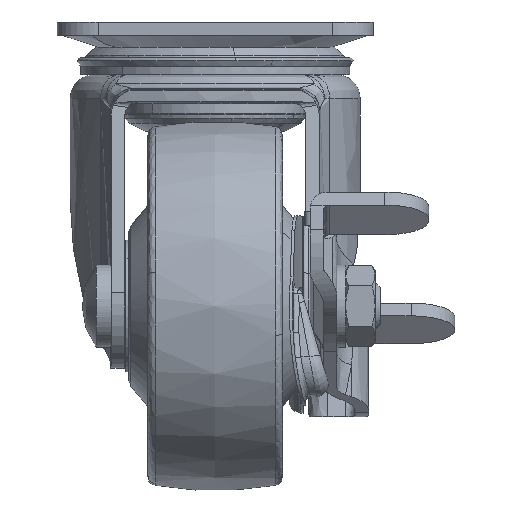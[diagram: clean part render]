
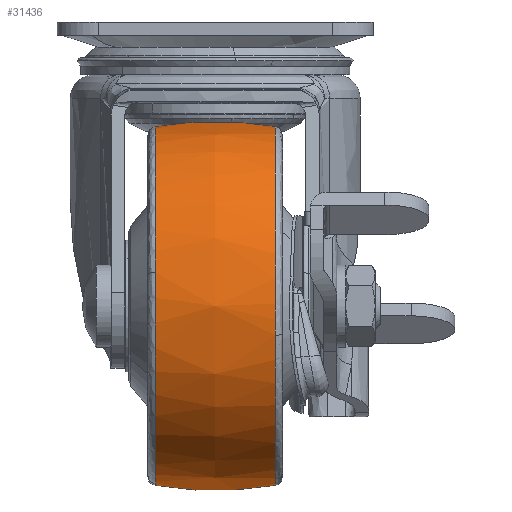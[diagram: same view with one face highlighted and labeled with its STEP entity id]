
A CAD part, left-side view. The second image highlights one B-rep face of the part: STEP entity #31436.
In plain terms, the highlighted free-form (B-spline) face has degree [2, 2] with [5, 5] control points.
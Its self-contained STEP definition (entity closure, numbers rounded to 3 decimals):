
#31148=CARTESIAN_POINT('',(-55.075,10.256,-42.763));
#31149=VERTEX_POINT('',#31148);
#31160=CARTESIAN_POINT('',(-25.0,10.256,-17.883));
#31161=VERTEX_POINT('',#31160);
#31162=CARTESIAN_POINT('',(-25.0,10.256,-17.883));
#31163=CARTESIAN_POINT('',(-26.984,10.256,-17.883));
#31164=CARTESIAN_POINT('',(-30.511,10.256,-18.227));
#31165=CARTESIAN_POINT('',(-34.878,10.256,-19.436));
#31166=CARTESIAN_POINT('',(-38.444,10.256,-20.919));
#31167=CARTESIAN_POINT('',(-42.208,10.256,-23.012));
#31168=CARTESIAN_POINT('',(-46.463,10.256,-26.38));
#31169=CARTESIAN_POINT('',(-49.895,10.256,-30.442));
#31170=CARTESIAN_POINT('',(-52.106,10.256,-34.137));
#31171=CARTESIAN_POINT('',(-53.86,10.256,-37.946));
#31172=CARTESIAN_POINT('',(-54.703,10.256,-40.814));
#31173=CARTESIAN_POINT('',(-55.075,10.256,-42.763));
#31174=B_SPLINE_CURVE_WITH_KNOTS('',3,(#31162,#31163,#31164,#31165,#31166,#31167,#31168,#31169,#31170,#31171,#31172,#31173),.UNSPECIFIED.,.F.,.U.,(4,1,1,1,1,1,1,1,1,4),(0.,5.951,10.58,13.556,17.524,23.475,29.758,33.395,36.37,42.322),.UNSPECIFIED.);
#31175=EDGE_CURVE('',#31161,#31149,#31174,.T.);
#31234=CARTESIAN_POINT('',(-25.0,10.256,-79.117));
#31235=VERTEX_POINT('',#31234);
#31250=CARTESIAN_POINT('',(-55.075,10.256,-42.763));
#31251=CARTESIAN_POINT('',(-55.43,10.256,-44.623));
#31252=CARTESIAN_POINT('',(-55.752,10.256,-47.989));
#31253=CARTESIAN_POINT('',(-55.446,10.256,-52.408));
#31254=CARTESIAN_POINT('',(-54.679,10.256,-56.337));
#31255=CARTESIAN_POINT('',(-53.518,10.256,-59.878));
#31256=CARTESIAN_POINT('',(-51.695,10.256,-63.679));
#31257=CARTESIAN_POINT('',(-49.61,10.256,-66.854));
#31258=CARTESIAN_POINT('',(-47.006,10.256,-69.894));
#31259=CARTESIAN_POINT('',(-44.053,10.256,-72.602));
#31260=CARTESIAN_POINT('',(-40.448,10.256,-75.057));
#31261=CARTESIAN_POINT('',(-36.151,10.256,-77.152));
#31262=CARTESIAN_POINT('',(-31.032,10.256,-78.71));
#31263=CARTESIAN_POINT('',(-27.104,10.256,-79.117));
#31264=CARTESIAN_POINT('',(-25.0,10.256,-79.117));
#31265=B_SPLINE_CURVE_WITH_KNOTS('',3,(#31250,#31251,#31252,#31253,#31254,#31255,#31256,#31257,#31258,#31259,#31260,#31261,#31262,#31263,#31264),.UNSPECIFIED.,.F.,.U.,(4,1,1,1,1,1,1,1,1,1,1,1,4),(0.,5.681,10.1,13.256,17.674,21.251,25.88,29.036,33.244,37.873,42.081,47.552,53.864),.UNSPECIFIED.);
#31266=EDGE_CURVE('',#31149,#31235,#31265,.T.);
#31306=CARTESIAN_POINT('',(-25.0,-10.256,-79.117));
#31307=VERTEX_POINT('',#31306);
#31308=CARTESIAN_POINT('',(-25.0,-10.256,-79.117));
#31309=CARTESIAN_POINT('',(-25.,-6.766,-79.723));
#31310=CARTESIAN_POINT('',(-25.,0.109,-80.295));
#31311=CARTESIAN_POINT('',(-25.,6.977,-79.686));
#31312=CARTESIAN_POINT('',(-25.0,10.256,-79.117));
#31313=B_SPLINE_CURVE_WITH_KNOTS('',3,(#31308,#31309,#31310,#31311,#31312),.UNSPECIFIED.,.F.,.U.,(4,1,4),(0.,10.629,20.614),.UNSPECIFIED.);
#31314=EDGE_CURVE('',#31307,#31235,#31313,.T.);
#31318=CARTESIAN_POINT('',(-25.0,-10.256,-17.883));
#31319=VERTEX_POINT('',#31318);
#31320=CARTESIAN_POINT('',(-25.0,-10.256,-17.883));
#31321=CARTESIAN_POINT('',(-25.,-7.718,-17.443));
#31322=CARTESIAN_POINT('',(-25.,-0.872,-16.705));
#31323=CARTESIAN_POINT('',(-25.,6.025,-17.148));
#31324=CARTESIAN_POINT('',(-25.0,10.256,-17.883));
#31325=B_SPLINE_CURVE_WITH_KNOTS('',3,(#31320,#31321,#31322,#31323,#31324),.UNSPECIFIED.,.F.,.U.,(4,1,4),(0.,7.73,20.614),.UNSPECIFIED.);
#31326=EDGE_CURVE('',#31319,#31161,#31325,.T.);
#31364=CARTESIAN_POINT('',(-25.0,-11.29,-18.072));
#31365=CARTESIAN_POINT('',(-25.,-5.696,-17.));
#31366=CARTESIAN_POINT('',(-25.0,0.,-17.));
#31367=CARTESIAN_POINT('',(-25.0,5.696,-17.));
#31368=CARTESIAN_POINT('',(-25.,11.29,-18.072));
#31369=CARTESIAN_POINT('',(-55.428,-11.29,-18.072));
#31370=CARTESIAN_POINT('',(-56.5,-5.696,-17.));
#31371=CARTESIAN_POINT('',(-56.5,0.,-17.));
#31372=CARTESIAN_POINT('',(-56.5,5.696,-17.));
#31373=CARTESIAN_POINT('',(-55.428,11.29,-18.072));
#31374=CARTESIAN_POINT('',(-55.428,-11.29,-48.5));
#31375=CARTESIAN_POINT('',(-56.5,-5.696,-48.5));
#31376=CARTESIAN_POINT('',(-56.5,0.,-48.5));
#31377=CARTESIAN_POINT('',(-56.5,5.696,-48.5));
#31378=CARTESIAN_POINT('',(-55.428,11.29,-48.5));
#31379=CARTESIAN_POINT('',(-55.428,-11.29,-78.928));
#31380=CARTESIAN_POINT('',(-56.5,-5.696,-80.));
#31381=CARTESIAN_POINT('',(-56.5,0.,-80.));
#31382=CARTESIAN_POINT('',(-56.5,5.696,-80.));
#31383=CARTESIAN_POINT('',(-55.428,11.29,-78.928));
#31384=CARTESIAN_POINT('',(-25.0,-11.29,-78.928));
#31385=CARTESIAN_POINT('',(-25.,-5.696,-80.));
#31386=CARTESIAN_POINT('',(-25.0,0.,-80.));
#31387=CARTESIAN_POINT('',(-25.0,5.696,-80.));
#31388=CARTESIAN_POINT('',(-25.,11.29,-78.928));
#31396=(BOUNDED_SURFACE()B_SPLINE_SURFACE(2,2,((#31364,#31369,#31374,#31379,#31384),(#31365,#31370,#31375,#31380,#31385),(#31366,#31371,#31376,#31381,#31386),(#31367,#31372,#31377,#31382,#31387),(#31368,#31373,#31378,#31383,#31388)),.UNSPECIFIED.,.F.,.F.,.U.)B_SPLINE_SURFACE_WITH_KNOTS((3,2,3),(3,2,3),(0.0,11.585,23.171),(0.0,52.191,104.382),.UNSPECIFIED.)GEOMETRIC_REPRESENTATION_ITEM()RATIONAL_B_SPLINE_SURFACE(((0.958,0.678,0.958,0.678,0.958),(0.975,0.689,0.975,0.689,0.975),(1.0,0.707,1.0,0.707,1.0),(0.975,0.689,0.975,0.689,0.975),(0.958,0.678,0.958,0.678,0.958)))REPRESENTATION_ITEM('')SURFACE());
#31397=ORIENTED_EDGE('',*,*,#31314,.F.);
#31398=CARTESIAN_POINT('',(-55.209,-10.256,-53.479));
#31399=VERTEX_POINT('',#31398);
#31400=CARTESIAN_POINT('',(-55.209,-10.256,-53.479));
#31401=CARTESIAN_POINT('',(-54.79,-10.256,-56.026));
#31402=CARTESIAN_POINT('',(-53.528,-10.256,-60.253));
#31403=CARTESIAN_POINT('',(-50.916,-10.256,-64.988));
#31404=CARTESIAN_POINT('',(-48.427,-10.256,-68.318));
#31405=CARTESIAN_POINT('',(-45.724,-10.256,-71.179));
#31406=CARTESIAN_POINT('',(-42.286,-10.256,-73.907));
#31407=CARTESIAN_POINT('',(-38.093,-10.256,-76.32));
#31408=CARTESIAN_POINT('',(-32.406,-10.256,-78.48));
#31409=CARTESIAN_POINT('',(-27.806,-10.256,-79.118));
#31410=CARTESIAN_POINT('',(-25.0,-10.256,-79.117));
#31411=B_SPLINE_CURVE_WITH_KNOTS('',3,(#31400,#31401,#31402,#31403,#31404,#31405,#31406,#31407,#31408,#31409,#31410),.UNSPECIFIED.,.F.,.U.,(4,1,1,1,1,1,1,1,4),(0.,7.743,13.129,16.159,20.199,24.912,29.289,34.675,43.091),.UNSPECIFIED.);
#31412=EDGE_CURVE('',#31399,#31307,#31411,.T.);
#31413=ORIENTED_EDGE('',*,*,#31412,.F.);
#31414=CARTESIAN_POINT('',(-25.0,-10.256,-17.883));
#31415=CARTESIAN_POINT('',(-26.452,-10.256,-17.883));
#31416=CARTESIAN_POINT('',(-29.563,-10.256,-18.105));
#31417=CARTESIAN_POINT('',(-33.689,-10.256,-19.043));
#31418=CARTESIAN_POINT('',(-37.902,-10.256,-20.624));
#31419=CARTESIAN_POINT('',(-41.438,-10.256,-22.546));
#31420=CARTESIAN_POINT('',(-45.103,-10.256,-25.276));
#31421=CARTESIAN_POINT('',(-48.756,-10.256,-28.882));
#31422=CARTESIAN_POINT('',(-51.892,-10.256,-33.479));
#31423=CARTESIAN_POINT('',(-53.878,-10.256,-38.06));
#31424=CARTESIAN_POINT('',(-55.089,-10.256,-42.322));
#31425=CARTESIAN_POINT('',(-55.787,-10.256,-47.339));
#31426=CARTESIAN_POINT('',(-55.569,-10.256,-51.297));
#31427=CARTESIAN_POINT('',(-55.209,-10.256,-53.479));
#31428=B_SPLINE_CURVE_WITH_KNOTS('',3,(#31414,#31415,#31416,#31417,#31418,#31419,#31420,#31421,#31422,#31423,#31424,#31425,#31426,#31427),.UNSPECIFIED.,.F.,.U.,(4,1,1,1,1,1,1,1,1,1,1,4),(0.,4.355,9.333,12.651,17.836,21.362,26.34,33.184,37.954,41.273,46.458,53.095),.UNSPECIFIED.);
#31429=EDGE_CURVE('',#31319,#31399,#31428,.T.);
#31430=ORIENTED_EDGE('',*,*,#31429,.F.);
#31431=ORIENTED_EDGE('',*,*,#31326,.T.);
#31432=ORIENTED_EDGE('',*,*,#31175,.T.);
#31433=ORIENTED_EDGE('',*,*,#31266,.T.);
#31434=EDGE_LOOP('',(#31397,#31413,#31430,#31431,#31432,#31433));
#31435=FACE_OUTER_BOUND('',#31434,.T.);
#31436=ADVANCED_FACE('',(#31435),#31396,.T.);
